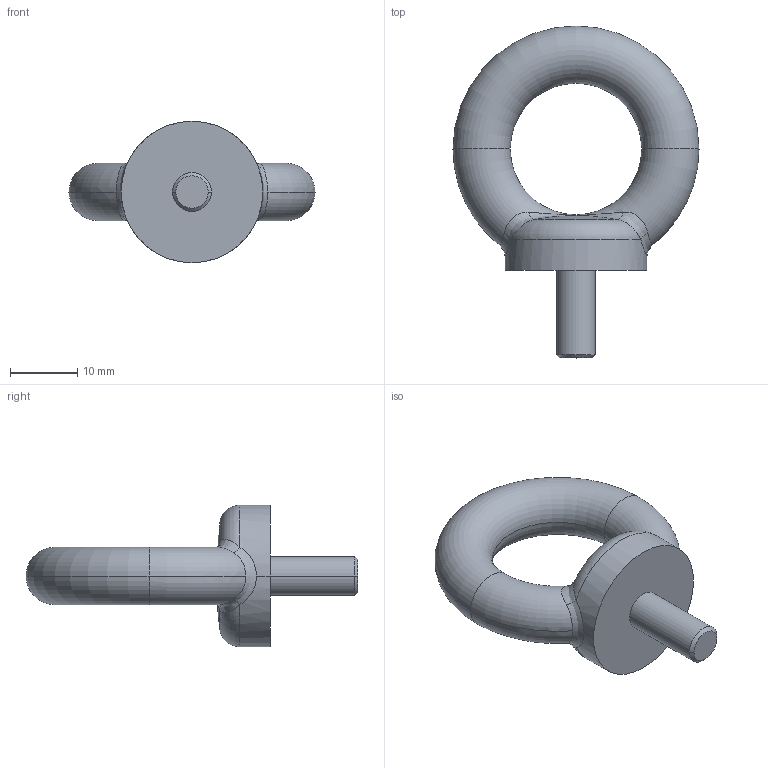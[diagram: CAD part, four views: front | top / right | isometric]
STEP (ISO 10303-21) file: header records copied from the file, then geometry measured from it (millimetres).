
FILE_DESCRIPTION (( 'STEP AP203' ), '1' );
FILE_NAME ('T42502.STEP', '2023-01-04T14:28:53', ( '' ), ( '' ), 'SwSTEP 2.0', 'SolidWorks 2022', '' );
FILE_SCHEMA (( 'CONFIG_CONTROL_DESIGN' ));
Length unit declared in the file: millimetre
Products named in the file (1): T42502
Bounding box: 36.5 x 49.25 x 21 mm (x, y, z)
Volume: 6915.9 mm3; surface area: 3111.2 mm2
Topology: 1 solids, 1 shells, 24 faces, 55 edges, 32 vertices
Faces by surface type: bspline 8, torus 6, cylinder 4, cone 2, plane 2, sphere 2
Entity records: 1545 total; most frequent: CARTESIAN_POINT 972, ORIENTED_EDGE 110, DIRECTION 98, EDGE_CURVE 55, AXIS2_PLACEMENT_3D 46, VERTEX_POINT 32, CIRCLE 29, EDGE_LOOP 25
